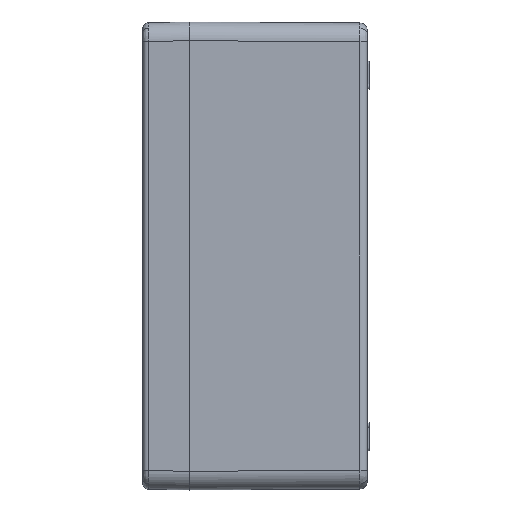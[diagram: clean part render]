
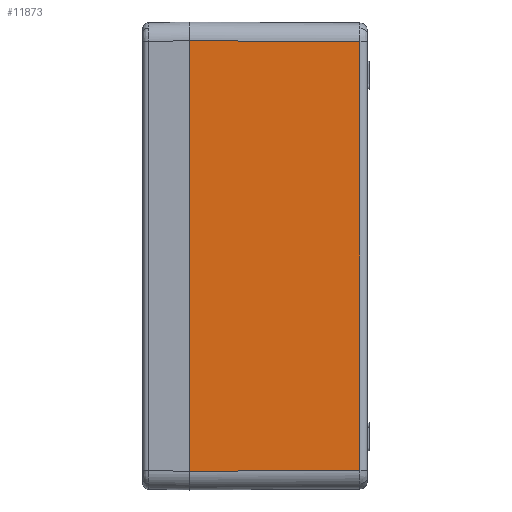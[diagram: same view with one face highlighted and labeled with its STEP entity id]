
A CAD part, left-side view. The second image highlights one B-rep face of the part: STEP entity #11873.
In plain terms, the highlighted planar face has unit normal (-1, -0.005, 0).
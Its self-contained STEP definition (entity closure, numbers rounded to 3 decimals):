
#9167 = VERTEX_POINT ( 'NONE', #18258 ) ;
#11619 = EDGE_CURVE ( 'NONE', #11620, #11621, #23877, .T. ) ;
#11620 = VERTEX_POINT ( 'NONE', #23873 ) ;
#11621 = VERTEX_POINT ( 'NONE', #23872 ) ;
#11873 = ADVANCED_FACE ( 'NONE', ( #24643 ), #24642, .T. ) ;
#11874 = EDGE_LOOP ( 'NONE', ( #11875, #11878, #11880, #11882 ) ) ;
#11875 = ORIENTED_EDGE ( 'NONE', *, *, #11876, .T. ) ;
#11876 = EDGE_CURVE ( 'NONE', #11621, #11877, #24640, .T. ) ;
#11877 = VERTEX_POINT ( 'NONE', #24633 ) ;
#11878 = ORIENTED_EDGE ( 'NONE', *, *, #11879, .T. ) ;
#11879 = EDGE_CURVE ( 'NONE', #11877, #9167, #24632, .T. ) ;
#11880 = ORIENTED_EDGE ( 'NONE', *, *, #11881, .T. ) ;
#11881 = EDGE_CURVE ( 'NONE', #9167, #11620, #24628, .T. ) ;
#11882 = ORIENTED_EDGE ( 'NONE', *, *, #11619, .T. ) ;
#18258 = CARTESIAN_POINT ( 'NONE',  ( -127.01, -91.521, 114.51 ) ) ;
#23872 = CARTESIAN_POINT ( 'NONE',  ( -127.487, -0.5, -114.987 ) ) ;
#23873 = CARTESIAN_POINT ( 'NONE',  ( -127.487, -0.5, 114.987 ) ) ;
#23874 = DIRECTION ( 'NONE',  ( 0., 0., -1. ) ) ;
#23875 = VECTOR ( 'NONE', #23874, 1000. ) ;
#23876 = CARTESIAN_POINT ( 'NONE',  ( -127.487, -0.5, -125. ) ) ;
#23877 = LINE ( 'NONE', #23876, #23875 ) ;
#24627 = CARTESIAN_POINT ( 'NONE',  ( -127.493, 0.743, 114.994 ) ) ;
#24628 = LINE ( 'NONE', #24627, #24690 ) ;
#24629 = DIRECTION ( 'NONE',  ( 0., 0., 1. ) ) ;
#24630 = VECTOR ( 'NONE', #24629, 1000. ) ;
#24631 = CARTESIAN_POINT ( 'NONE',  ( -127.01, -91.521, 114.49 ) ) ;
#24632 = LINE ( 'NONE', #24631, #24630 ) ;
#24633 = CARTESIAN_POINT ( 'NONE',  ( -127.01, -91.521, -114.51 ) ) ;
#24634 = DIRECTION ( 'NONE',  ( 0.005, -1., 0.005 ) ) ;
#24635 = VECTOR ( 'NONE', #24634, 1000. ) ;
#24636 = CARTESIAN_POINT ( 'NONE',  ( -127.5, 2.052, -115. ) ) ;
#24637 = DIRECTION ( 'NONE',  ( 0.005, -1., 0. ) ) ;
#24638 = DIRECTION ( 'NONE',  ( -1., -0.005, 0. ) ) ;
#24639 = AXIS2_PLACEMENT_3D ( 'NONE', #24641, #24638, #24637 ) ;
#24640 = LINE ( 'NONE', #24636, #24635 ) ;
#24641 = CARTESIAN_POINT ( 'NONE',  ( -127.5, 2., -125. ) ) ;
#24642 = PLANE ( 'NONE',  #24639 ) ;
#24643 = FACE_OUTER_BOUND ( 'NONE', #11874, .T. ) ;
#24689 = DIRECTION ( 'NONE',  ( -0.005, 1., 0.005 ) ) ;
#24690 = VECTOR ( 'NONE', #24689, 1000. ) ;
